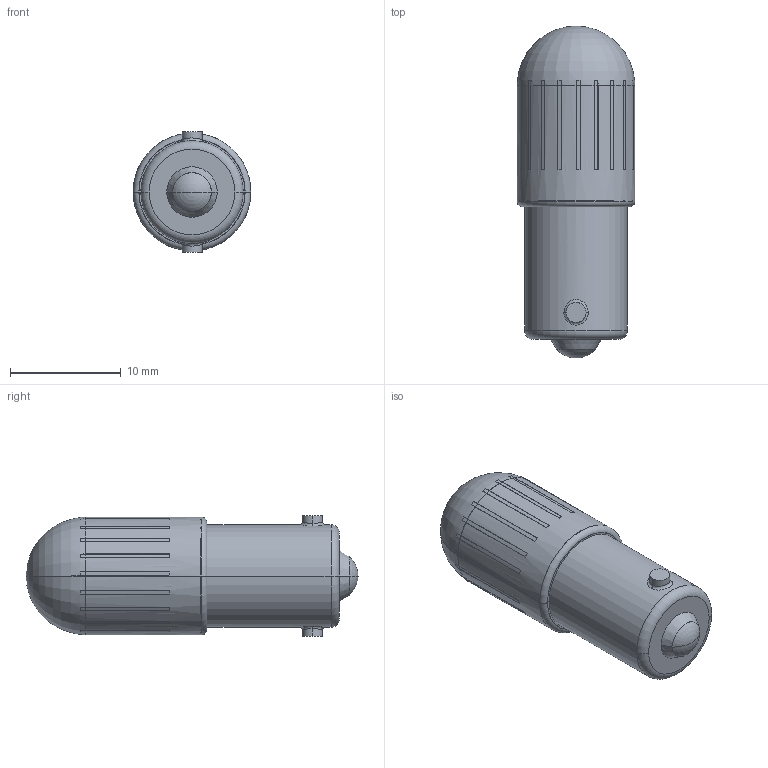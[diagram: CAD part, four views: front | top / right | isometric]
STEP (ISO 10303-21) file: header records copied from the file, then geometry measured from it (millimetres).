
FILE_DESCRIPTION (( 'STEP AP203' ), '1' );
FILE_NAME ('B1A.STEP', '2019-05-14T20:42:59', ( '' ), ( '' ), 'SwSTEP 2.0', 'SolidWorks 2018', '' );
FILE_SCHEMA (( 'CONFIG_CONTROL_DESIGN' ));
Length unit declared in the file: inch
Products named in the file (1): B1A
Bounding box: 10.62 x 29.97 x 10.92 mm (x, y, z)
Volume: 834.9 mm3; surface area: 1605.8 mm2
Topology: 1 solids, 2 shells, 114 faces, 312 edges, 201 vertices
Faces by surface type: plane 66, cylinder 30, torus 12, bspline 4, cone 2
Entity records: 4025 total; most frequent: CARTESIAN_POINT 970, DIRECTION 678, ORIENTED_EDGE 612, EDGE_CURVE 306, AXIS2_PLACEMENT_3D 273, VERTEX_POINT 201, CIRCLE 162, LINE 132
